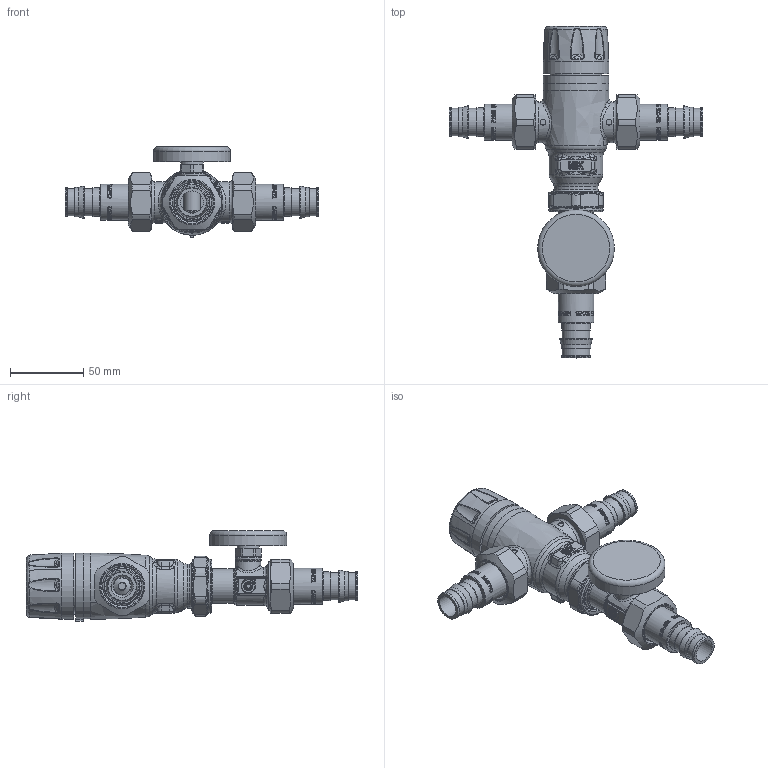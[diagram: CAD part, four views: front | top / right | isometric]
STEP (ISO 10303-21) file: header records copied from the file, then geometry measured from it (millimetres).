
FILE_DESCRIPTION(/* description */ (''),/* implementation_level */ '2;1');
FILE_NAME(/* name */ '521518AC.stp',/* time_stamp */ '2025-06-24T16:33:12-05:00',/* author */ ('ischreiner'),/* organization */ (''),/* preprocessor_version */ 'ST-DEVELOPER v20',/* originating_system */ 'Autodesk Inventor 2024',/* authorisation */ '');
FILE_SCHEMA (('AUTOMOTIVE_DESIGN { 1 0 10303 214 3 1 1 }'));
Products named in the file (10): 521518AC; 521101A; F0015062 TP 0.75 inch PEX EXP for check; F61008 - 1 inch union nut; Neoperl OV20; F0000698 1 inch slip nut; F0002466 probe asm 1 inch union; F0000603 probe with 1 inch male G thread; F0002386 drywell tin plated; NA11031 Temp Gauge
Assembly tree (14 placements, depth 3):
  521518AC
    521101A
    F0015062 TP 0.75 inch PEX EXP for check  x3
    F61008 - 1 inch union nut  x3
    Neoperl OV20  x2
    F0000698 1 inch slip nut
    F0002466 probe asm 1 inch union
      F0000603 probe with 1 inch male G thread
      F0002386 drywell tin plated
    NA11031 Temp Gauge
Bounding box: 173.03 x 226.36 x 61.9 mm (x, y, z)
Volume: 283065.6 mm3; surface area: 88715.4 mm2
Topology: 15 solids, 15 shells, 3799 faces, 9631 edges, 5912 vertices
Faces by surface type: bspline 1371, plane 1302, cylinder 729, torus 153, cone 138, sphere 106
Full cylindrical faces by diameter (mm): 2 x1, 4 x2, 5.24 x2, 8 x1, 9 x1, 9.017 x1, 10.008 x1, 11.176 x1, 11.227 x1, 11.43 x1, 11.5 x1, 12.6 x2, 12.954 x1, 13.5 x1, 13.6 x1, 15.24 x1, 15.367 x3, 15.875 x1, 16.55 x2, 17 x1, 18 x1, 18.745 x6, 19 x1, 19.55 x2, 19.6 x4, 19.609 x3, 20.091 x9, 20.701 x3, 21 x1, 21.996 x3
Entity records: 143012 total; most frequent: CARTESIAN_POINT 88509, ORIENTED_EDGE 11706, DIRECTION 9846, EDGE_CURVE 5853, AXIS2_PLACEMENT_3D 3862, VERTEX_POINT 3511, EDGE_LOOP 2582, FACE_OUTER_BOUND 2461
